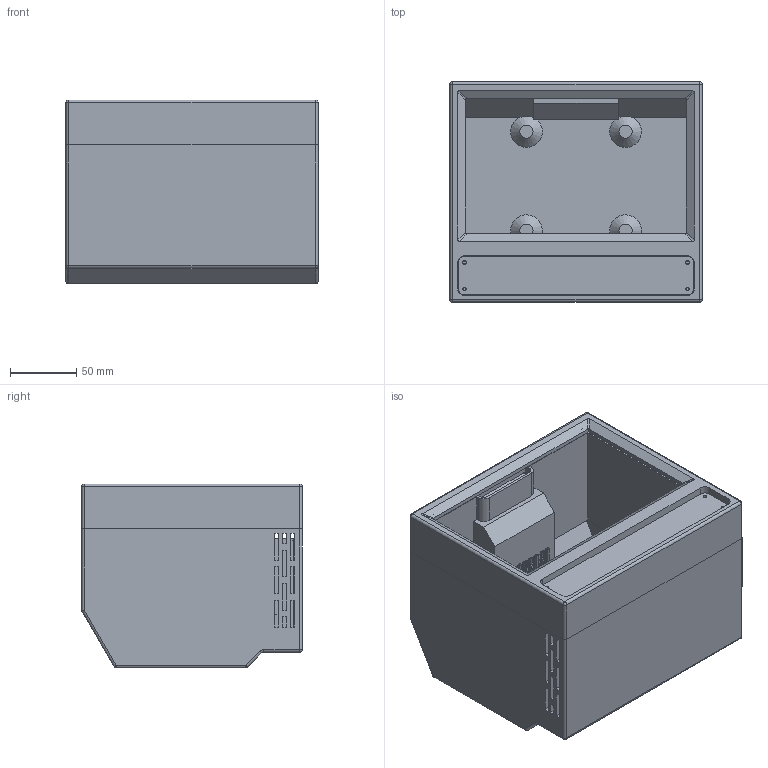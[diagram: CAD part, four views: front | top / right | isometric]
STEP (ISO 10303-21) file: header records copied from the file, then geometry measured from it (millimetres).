
FILE_DESCRIPTION(/* description */ (''),/* implementation_level */ '2;1');
FILE_NAME(/* name */ 'pI crt v13.step',/* time_stamp */ '2024-06-27T19:07:10+01:00',/* author */ (''),/* organization */ (''),/* preprocessor_version */ 'ST-DEVELOPER v20',/* originating_system */ 'Autodesk Translation Framework v13.14.0.145',/* authorisation */ '');
FILE_SCHEMA (('AUTOMOTIVE_DESIGN { 1 0 10303 214 3 1 1 }'));
Length unit declared in the file: millimetre
Products named in the file (2): pI crt; Component174
Assembly tree (1 placements, depth 2):
  pI crt
    Component174
Bounding box: 190.9 x 166.96 x 139.3 mm (x, y, z)
Volume: 598577 mm3; surface area: 342255.8 mm2
Topology: 9 solids, 9 shells, 1642 faces, 4256 edges, 2638 vertices
Faces by surface type: plane 709, cylinder 653, torus 256, sphere 14, bspline 6, cone 4
Full cylindrical faces by diameter (mm): 2.1 x4, 2.15 x14, 2.5 x12, 3.2 x2, 3.5 x3, 4 x8, 5.5 x4
Entity records: 50491 total; most frequent: DIRECTION 9108, CARTESIAN_POINT 8849, ORIENTED_EDGE 8504, EDGE_CURVE 4252, AXIS2_PLACEMENT_3D 3241, VERTEX_POINT 2638, LINE 2626, VECTOR 2626
